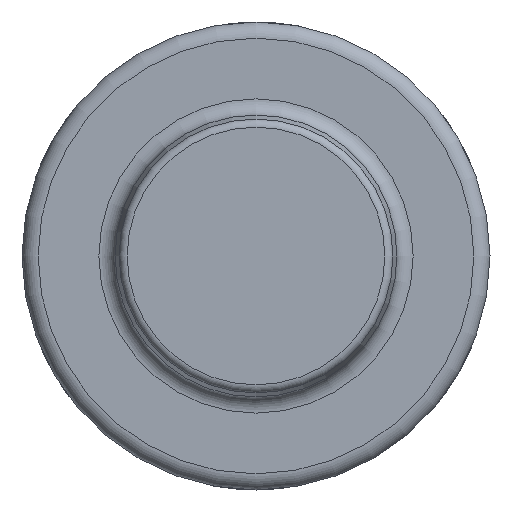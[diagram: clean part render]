
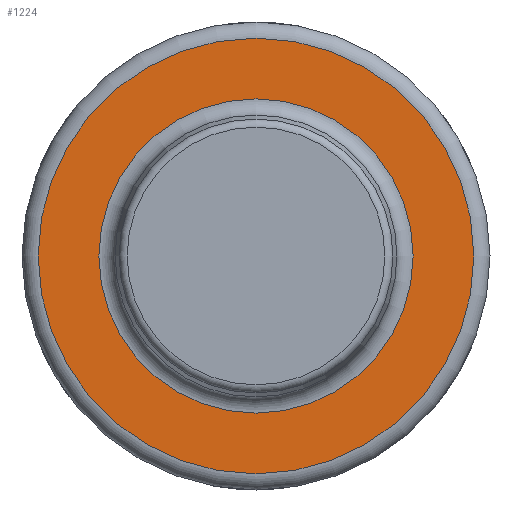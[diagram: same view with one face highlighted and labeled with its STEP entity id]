
A CAD part, left-side view. The second image highlights one B-rep face of the part: STEP entity #1224.
In plain terms, the highlighted planar face has unit normal (-1, 0, 0).
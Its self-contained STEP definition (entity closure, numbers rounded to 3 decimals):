
#1190=CARTESIAN_POINT('',(37.5,9.735,0.0));
#1191=VERTEX_POINT('',#1190);
#1192=CARTESIAN_POINT('',(37.5,0.0,0.0));
#1193=DIRECTION('',(1.0,0.0,0.0));
#1194=DIRECTION('',(0.0,1.0,0.0));
#1195=AXIS2_PLACEMENT_3D('',#1192,#1193,#1194);
#1196=CIRCLE('',#1195,9.735);
#1197=EDGE_CURVE('',#1191,#1191,#1196,.T.);
#1205=CARTESIAN_POINT('',(37.5,11.617,0.0));
#1206=DIRECTION('',(-1.0,0.0,0.0));
#1207=DIRECTION('',(0.0,0.0,1.0));
#1208=AXIS2_PLACEMENT_3D('',#1205,#1206,#1207);
#1209=PLANE('',#1208);
#1210=CARTESIAN_POINT('',(37.5,13.5,0.0));
#1211=VERTEX_POINT('',#1210);
#1212=CARTESIAN_POINT('',(37.5,0.0,0.0));
#1213=DIRECTION('',(1.0,0.0,0.0));
#1214=DIRECTION('',(0.0,1.0,0.0));
#1215=AXIS2_PLACEMENT_3D('',#1212,#1213,#1214);
#1216=CIRCLE('',#1215,13.5);
#1217=EDGE_CURVE('',#1211,#1211,#1216,.T.);
#1218=ORIENTED_EDGE('',*,*,#1217,.F.);
#1219=EDGE_LOOP('',(#1218));
#1220=FACE_OUTER_BOUND('',#1219,.T.);
#1221=ORIENTED_EDGE('',*,*,#1197,.T.);
#1222=EDGE_LOOP('',(#1221));
#1223=FACE_BOUND('',#1222,.T.);
#1224=ADVANCED_FACE('',(#1220,#1223),#1209,.T.);
